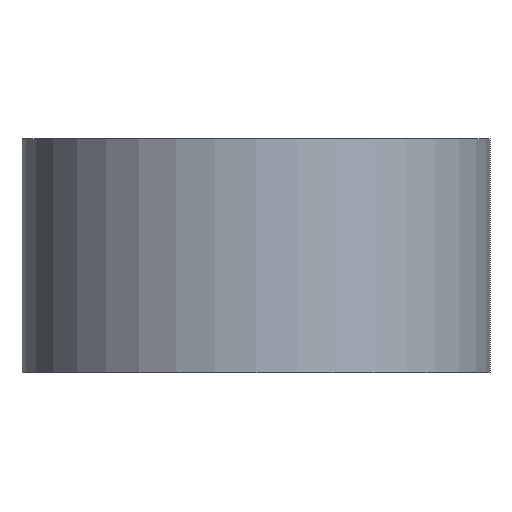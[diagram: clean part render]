
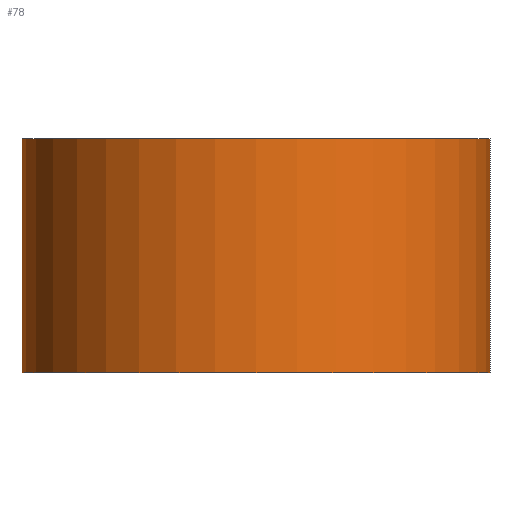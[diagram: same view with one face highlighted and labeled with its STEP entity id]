
A CAD part, front view. The second image highlights one B-rep face of the part: STEP entity #78.
In plain terms, the highlighted cylindrical face has radius 6.35 mm (diameter 12.7 mm), a partial arc.
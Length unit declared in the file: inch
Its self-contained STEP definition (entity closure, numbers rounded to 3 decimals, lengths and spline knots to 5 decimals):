
#1 = VERTEX_POINT ( 'NONE', #73 ) ;
#8 = EDGE_CURVE ( 'NONE', #1, #102, #194, .T. ) ;
#20 = ORIENTED_EDGE ( 'NONE', *, *, #8, .F. ) ;
#25 = DIRECTION ( 'NONE',  ( 1., 0., 0. ) ) ;
#28 = CARTESIAN_POINT ( 'NONE',  ( 0.25, 0., 0.25 ) ) ;
#37 = CARTESIAN_POINT ( 'NONE',  ( 0.25, 0., 0.25 ) ) ;
#38 = ORIENTED_EDGE ( 'NONE', *, *, #54, .T. ) ;
#46 = CARTESIAN_POINT ( 'NONE',  ( 0., 0., 0.25 ) ) ;
#47 = CYLINDRICAL_SURFACE ( 'NONE', #216, 0.25 ) ;
#54 = EDGE_CURVE ( 'NONE', #156, #185, #207, .T. ) ;
#66 = CARTESIAN_POINT ( 'NONE',  ( 0.25, 0., 0. ) ) ;
#73 = CARTESIAN_POINT ( 'NONE',  ( -0.25, 0., 0.25 ) ) ;
#75 = CARTESIAN_POINT ( 'NONE',  ( 0., 0., 0.25 ) ) ;
#77 = FACE_OUTER_BOUND ( 'NONE', #221, .T. ) ;
#78 = ADVANCED_FACE ( 'NONE', ( #77 ), #47, .T. ) ;
#79 = LINE ( 'NONE', #114, #190 ) ;
#88 = AXIS2_PLACEMENT_3D ( 'NONE', #75, #128, #25 ) ;
#102 = VERTEX_POINT ( 'NONE', #28 ) ;
#104 = ORIENTED_EDGE ( 'NONE', *, *, #193, .T. ) ;
#105 = AXIS2_PLACEMENT_3D ( 'NONE', #192, #108, #175 ) ;
#106 = ORIENTED_EDGE ( 'NONE', *, *, #205, .F. ) ;
#108 = DIRECTION ( 'NONE',  ( 0., 0., 1. ) ) ;
#114 = CARTESIAN_POINT ( 'NONE',  ( -0.25, 0., 0.25 ) ) ;
#121 = LINE ( 'NONE', #37, #181 ) ;
#128 = DIRECTION ( 'NONE',  ( 0., 0., 1. ) ) ;
#133 = DIRECTION ( 'NONE',  ( 0., 0., -1. ) ) ;
#156 = VERTEX_POINT ( 'NONE', #214 ) ;
#174 = DIRECTION ( 'NONE',  ( 0., 0., -1. ) ) ;
#175 = DIRECTION ( 'NONE',  ( 1., 0., 0. ) ) ;
#181 = VECTOR ( 'NONE', #174, 39.37008 ) ;
#182 = DIRECTION ( 'NONE',  ( 0., 0., -1. ) ) ;
#185 = VERTEX_POINT ( 'NONE', #66 ) ;
#190 = VECTOR ( 'NONE', #182, 39.37008 ) ;
#192 = CARTESIAN_POINT ( 'NONE',  ( 0., 0., 0. ) ) ;
#193 = EDGE_CURVE ( 'NONE', #1, #156, #79, .T. ) ;
#194 = CIRCLE ( 'NONE', #88, 0.25 ) ;
#195 = DIRECTION ( 'NONE',  ( -1., 0., 0. ) ) ;
#205 = EDGE_CURVE ( 'NONE', #102, #185, #121, .T. ) ;
#207 = CIRCLE ( 'NONE', #105, 0.25 ) ;
#214 = CARTESIAN_POINT ( 'NONE',  ( -0.25, 0., 0. ) ) ;
#216 = AXIS2_PLACEMENT_3D ( 'NONE', #46, #133, #195 ) ;
#221 = EDGE_LOOP ( 'NONE', ( #106, #20, #104, #38 ) ) ;
